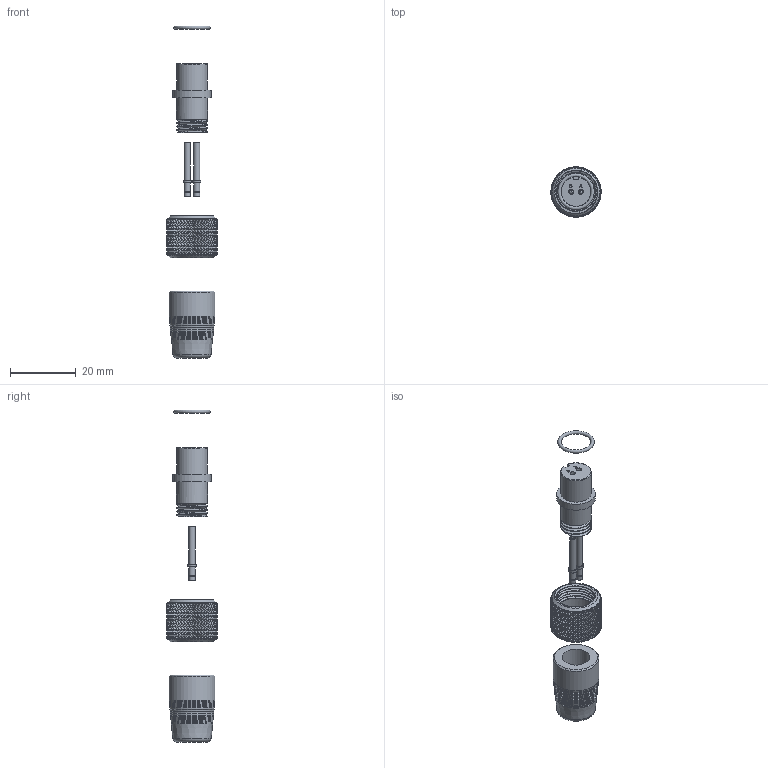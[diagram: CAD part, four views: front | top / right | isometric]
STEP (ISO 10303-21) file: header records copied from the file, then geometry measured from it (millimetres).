
FILE_DESCRIPTION(/* description */ (''),/* implementation_level */ '2;1');
FILE_NAME(/* name */ 'CC-J2A-360.stp',/* time_stamp */ '2018-02-09T11:41:00-05:00',/* author */ ('grayd'),/* organization */ ('CONNECTION TECHNOLOGY CENTER'),/* preprocessor_version */ 'ST-DEVELOPER v17',/* originating_system */ 'Autodesk Inventor 2018',/* authorisation */ '');
FILE_SCHEMA (('AUTOMOTIVE_DESIGN { 1 0 10303 214 3 1 1 }'));
Length unit declared in the file: inch
Products named in the file (1): Part6
Bounding box: 15.24 x 15.24 x 100.86 mm (x, y, z)
Volume: 3657.6 mm3; surface area: 5298.4 mm2
Topology: 6 solids, 6 shells, 3720 faces, 7969 edges, 4284 vertices
Faces by surface type: bspline 2728, cylinder 660, plane 275, cone 52, torus 5
Full cylindrical faces by diameter (mm): 0.635 x2, 1.143 x4, 1.93 x6, 2.54 x2, 7.112 x1, 8.382 x1, 9.144 x1, 9.423 x4, 9.652 x1, 9.677 x1, 11.684 x1, 11.709 x6, 12.7 x1, 13.97 x1
Entity records: 188736 total; most frequent: CARTESIAN_POINT 128600, ORIENTED_EDGE 15930, EDGE_CURVE 7965, B_SPLINE_CURVE_WITH_KNOTS 7033, VERTEX_POINT 4284, EDGE_LOOP 3761, FACE_OUTER_BOUND 3720, ADVANCED_FACE 3720
